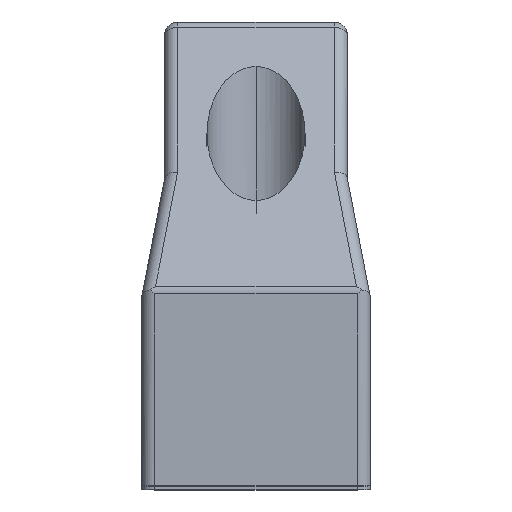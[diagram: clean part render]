
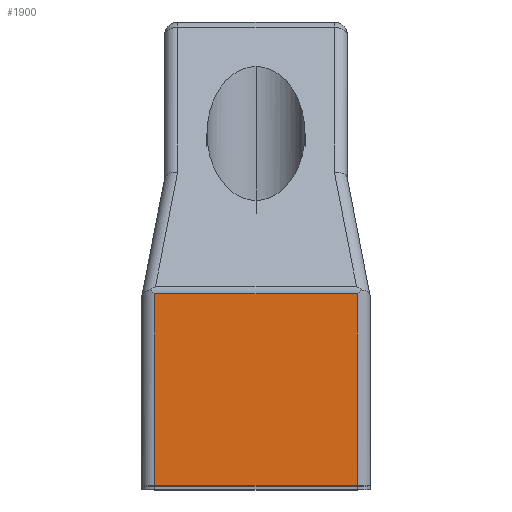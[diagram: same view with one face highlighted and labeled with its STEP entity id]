
A CAD part, top view. The second image highlights one B-rep face of the part: STEP entity #1900.
In plain terms, the highlighted planar face has unit normal (0, 0, 1).
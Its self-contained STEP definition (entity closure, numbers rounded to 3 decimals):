
#147 = EDGE_CURVE ( 'NONE', #278, #620, #176, .T. ) ;
#176 = LINE ( 'NONE', #2376, #182 ) ;
#182 = VECTOR ( 'NONE', #836, 1000. ) ;
#205 = CARTESIAN_POINT ( 'NONE',  ( -15.5, -59., 192.5 ) ) ;
#278 = VERTEX_POINT ( 'NONE', #2663 ) ;
#280 = VERTEX_POINT ( 'NONE', #205 ) ;
#370 = VECTOR ( 'NONE', #2274, 1000. ) ;
#508 = LINE ( 'NONE', #553, #1391 ) ;
#553 = CARTESIAN_POINT ( 'NONE',  ( 17.5, -59., 192.5 ) ) ;
#620 = VERTEX_POINT ( 'NONE', #2163 ) ;
#657 = ORIENTED_EDGE ( 'NONE', *, *, #1153, .T. ) ;
#731 = DIRECTION ( 'NONE',  ( -1., 0., 0. ) ) ;
#738 = VERTEX_POINT ( 'NONE', #2926 ) ;
#823 = DIRECTION ( 'NONE',  ( 0., 0., -1. ) ) ;
#836 = DIRECTION ( 'NONE',  ( 0., 1., 0. ) ) ;
#926 = AXIS2_PLACEMENT_3D ( 'NONE', #2860, #823, #2651 ) ;
#1120 = ORIENTED_EDGE ( 'NONE', *, *, #147, .T. ) ;
#1134 = LINE ( 'NONE', #2715, #370 ) ;
#1153 = EDGE_CURVE ( 'NONE', #738, #280, #1134, .T. ) ;
#1391 = VECTOR ( 'NONE', #731, 1000. ) ;
#1519 = DIRECTION ( 'NONE',  ( -1., 0., 0. ) ) ;
#1742 = PLANE ( 'NONE',  #926 ) ;
#1809 = EDGE_CURVE ( 'NONE', #620, #738, #2223, .T. ) ;
#1900 = ADVANCED_FACE ( 'NONE', ( #1947 ), #1742, .F. ) ;
#1947 = FACE_OUTER_BOUND ( 'NONE', #2222, .T. ) ;
#2163 = CARTESIAN_POINT ( 'NONE',  ( 15.5, -29.654, 192.5 ) ) ;
#2211 = ORIENTED_EDGE ( 'NONE', *, *, #2589, .F. ) ;
#2222 = EDGE_LOOP ( 'NONE', ( #2451, #657, #2211, #1120 ) ) ;
#2223 = LINE ( 'NONE', #2443, #2355 ) ;
#2274 = DIRECTION ( 'NONE',  ( 0., -1., 0. ) ) ;
#2355 = VECTOR ( 'NONE', #1519, 1000. ) ;
#2376 = CARTESIAN_POINT ( 'NONE',  ( 15.5, -30.157, 192.5 ) ) ;
#2443 = CARTESIAN_POINT ( 'NONE',  ( 17.5, -29.654, 192.5 ) ) ;
#2451 = ORIENTED_EDGE ( 'NONE', *, *, #1809, .T. ) ;
#2589 = EDGE_CURVE ( 'NONE', #278, #280, #508, .T. ) ;
#2651 = DIRECTION ( 'NONE',  ( -1., 0., 0. ) ) ;
#2663 = CARTESIAN_POINT ( 'NONE',  ( 15.5, -59., 192.5 ) ) ;
#2715 = CARTESIAN_POINT ( 'NONE',  ( -15.5, -29., 192.5 ) ) ;
#2860 = CARTESIAN_POINT ( 'NONE',  ( 17.5, -29., 192.5 ) ) ;
#2926 = CARTESIAN_POINT ( 'NONE',  ( -15.5, -29.654, 192.5 ) ) ;
